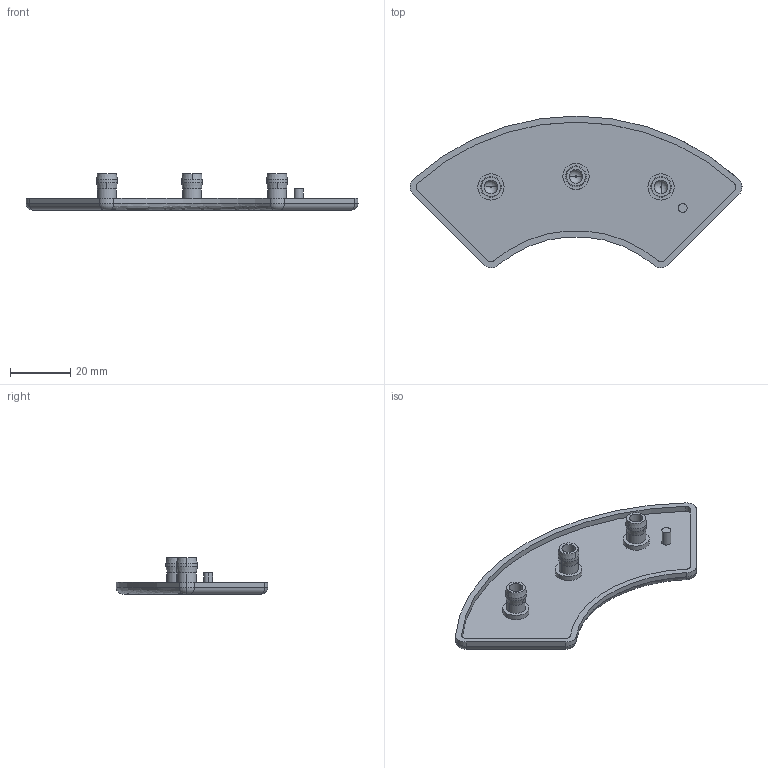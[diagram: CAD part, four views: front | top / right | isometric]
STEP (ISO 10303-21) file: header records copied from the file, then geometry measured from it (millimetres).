
FILE_DESCRIPTION (( 'STEP AP214' ), '1' );
FILE_NAME ('SZ0029S Profile Cap R40-80 90.STEP', '2021-10-21T12:09:35', ( '' ), ( '' ), 'SwSTEP 2.0', 'SolidWorks 2021', '' );
FILE_SCHEMA (( 'AUTOMOTIVE_DESIGN' ));
Length unit declared in the file: millimetre
Products named in the file (1): SZ0029S Profile Cap R40-80 90
Bounding box: 110.12 x 50.36 x 12 mm (x, y, z)
Volume: 9079.3 mm3; surface area: 9810 mm2
Topology: 1 solids, 1 shells, 85 faces, 195 edges, 123 vertices
Faces by surface type: cylinder 42, plane 17, torus 12, cone 12, bspline 2
Entity records: 2655 total; most frequent: CARTESIAN_POINT 621, DIRECTION 468, ORIENTED_EDGE 390, AXIS2_PLACEMENT_3D 201, EDGE_CURVE 195, VERTEX_POINT 123, CIRCLE 117, EDGE_LOOP 96
